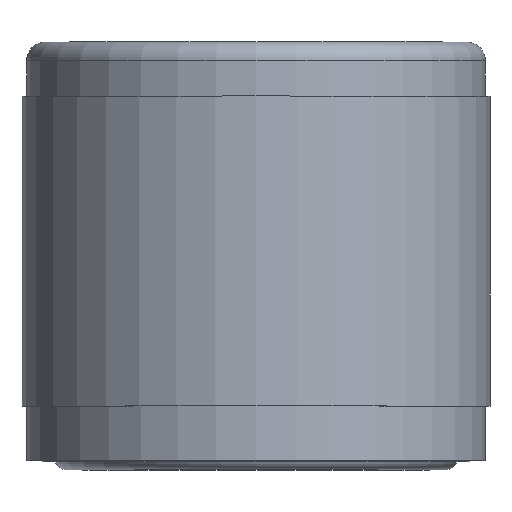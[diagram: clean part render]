
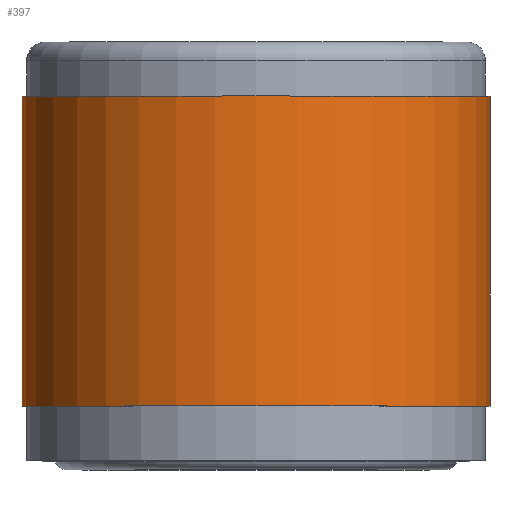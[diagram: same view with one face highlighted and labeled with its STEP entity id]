
A CAD part, top view. The second image highlights one B-rep face of the part: STEP entity #397.
In plain terms, the highlighted cylindrical face has radius 9.588 mm (diameter 19.177 mm), a full revolution.
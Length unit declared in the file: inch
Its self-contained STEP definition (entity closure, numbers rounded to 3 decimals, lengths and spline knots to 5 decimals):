
#24=CYLINDRICAL_SURFACE('',#458,0.3775);
#46=FACE_BOUND('',#127,.T.);
#78=FACE_OUTER_BOUND('',#126,.T.);
#126=EDGE_LOOP('',(#291));
#127=EDGE_LOOP('',(#292));
#173=CIRCLE('',#445,0.3775);
#176=CIRCLE('',#450,0.3775);
#206=VERTEX_POINT('',#660);
#209=VERTEX_POINT('',#668);
#239=EDGE_CURVE('',#206,#206,#173,.T.);
#242=EDGE_CURVE('',#209,#209,#176,.T.);
#291=ORIENTED_EDGE('',*,*,#239,.T.);
#292=ORIENTED_EDGE('',*,*,#242,.T.);
#397=ADVANCED_FACE('',(#78,#46),#24,.T.);
#445=AXIS2_PLACEMENT_3D('',#661,#531,#532);
#450=AXIS2_PLACEMENT_3D('',#669,#541,#542);
#458=AXIS2_PLACEMENT_3D('',#680,#557,#558);
#531=DIRECTION('center_axis',(0.,1.,0.));
#532=DIRECTION('ref_axis',(-1.,0.,0.));
#541=DIRECTION('center_axis',(0.,-1.,0.));
#542=DIRECTION('ref_axis',(-1.,0.,0.));
#557=DIRECTION('center_axis',(0.,1.,0.));
#558=DIRECTION('ref_axis',(-1.,0.,0.));
#660=CARTESIAN_POINT('',(-2.19271,0.9185,-0.49338));
#661=CARTESIAN_POINT('Origin',(-1.81521,0.9185,-0.49338));
#668=CARTESIAN_POINT('',(-2.19271,1.4185,-0.49338));
#669=CARTESIAN_POINT('Origin',(-1.81521,1.4185,-0.49338));
#680=CARTESIAN_POINT('Origin',(-1.81521,1.1685,-0.49338));
